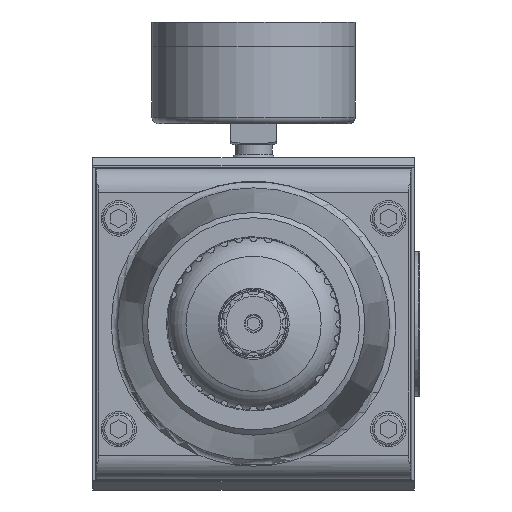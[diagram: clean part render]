
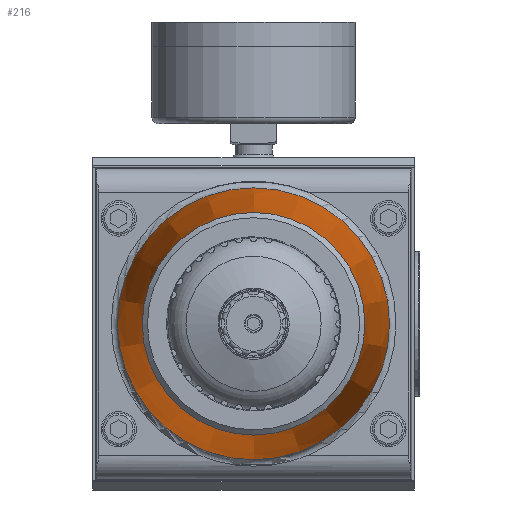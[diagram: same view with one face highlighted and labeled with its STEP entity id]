
A CAD part, front view. The second image highlights one B-rep face of the part: STEP entity #216.
In plain terms, the highlighted conical face has half-angle 5 degrees and reference radius 42.123 mm.
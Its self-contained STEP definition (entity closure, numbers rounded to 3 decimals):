
#216 = ADVANCED_FACE( '', ( #863, #864 ), #865, .T. );
#863 = FACE_BOUND( '', #2281, .T. );
#864 = FACE_OUTER_BOUND( '', #2282, .T. );
#865 = CONICAL_SURFACE( '', #2283, 42.123, 0.087 );
#2281 = EDGE_LOOP( '', ( #3750 ) );
#2282 = EDGE_LOOP( '', ( #3751 ) );
#2283 = AXIS2_PLACEMENT_3D( '', #3752, #3753, #3754 );
#3750 = ORIENTED_EDGE( '', *, *, #8716, .F. );
#3751 = ORIENTED_EDGE( '', *, *, #8717, .T. );
#3752 = CARTESIAN_POINT( '', ( 0., -1.826, 0. ) );
#3753 = DIRECTION( '', ( 0., 1., 0. ) );
#3754 = DIRECTION( '', ( 0., 0., 1. ) );
#8716 = EDGE_CURVE( '', #10299, #10299, #10300, .T. );
#8717 = EDGE_CURVE( '', #10301, #10301, #10302, .T. );
#10299 = VERTEX_POINT( '', #12968 );
#10300 = CIRCLE( '', #12969, 34.496 );
#10301 = VERTEX_POINT( '', #12970 );
#10302 = CIRCLE( '', #12971, 42.123 );
#12968 = CARTESIAN_POINT( '', ( 0., -89.006, -34.496 ) );
#12969 = AXIS2_PLACEMENT_3D( '', #18836, #18837, #18838 );
#12970 = CARTESIAN_POINT( '', ( 0., -1.826, -42.123 ) );
#12971 = AXIS2_PLACEMENT_3D( '', #18839, #18840, #18841 );
#18836 = CARTESIAN_POINT( '', ( 0., -89.006, 0. ) );
#18837 = DIRECTION( '', ( 0., -1., 0. ) );
#18838 = DIRECTION( '', ( 0., 0., -1. ) );
#18839 = CARTESIAN_POINT( '', ( 0., -1.826, 0. ) );
#18840 = DIRECTION( '', ( 0., -1., 0. ) );
#18841 = DIRECTION( '', ( 0., 0., -1. ) );
